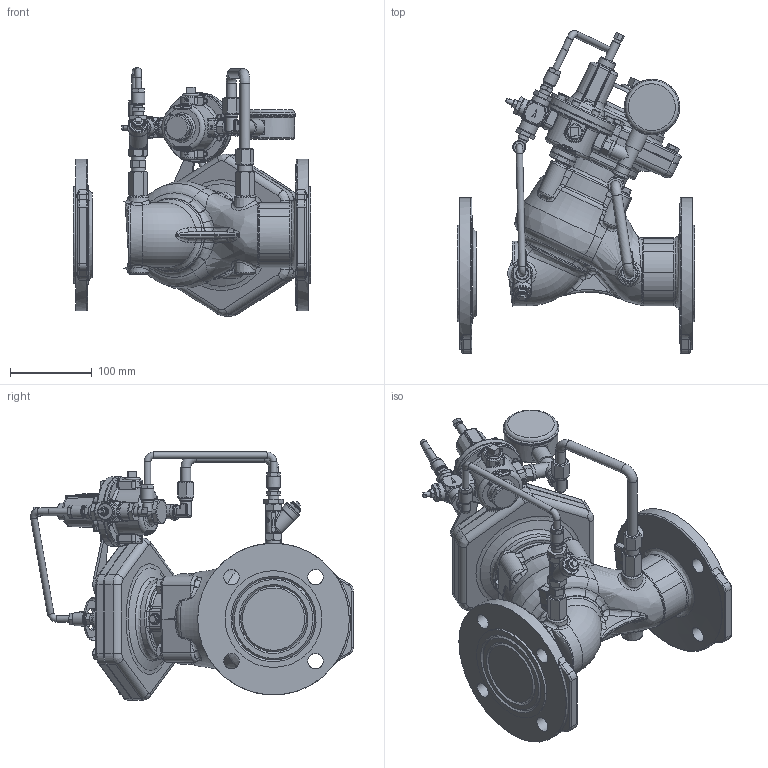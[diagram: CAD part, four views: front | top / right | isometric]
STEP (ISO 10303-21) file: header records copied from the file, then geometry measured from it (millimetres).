
FILE_DESCRIPTION(/* description */ (''),/* implementation_level */ '2;1');
FILE_NAME(/* name */ 'DRY60 DN65.stp',/* time_stamp */ '2025-02-28T10:38:44+03:00',/* author */ ('utku.ernez'),/* organization */ (''),/* preprocessor_version */ 'ST-DEVELOPER v20',/* originating_system */ 'Autodesk Inventor 2025',/* authorisation */ '');
FILE_SCHEMA (('CONFIG_CONTROL_DESIGN'));
Products named in the file (1): DRY60 DN65
Bounding box: 290 x 393.81 x 302.49 mm (x, y, z)
Volume: 5157349.8 mm3; surface area: 466061.3 mm2
Topology: 3 solids, 29 shells, 2477 faces, 5986 edges, 3650 vertices
Faces by surface type: plane 846, cylinder 545, bspline 500, cone 269, torus 246, sphere 71
Full cylindrical faces by diameter (mm): 2 x2, 2.2 x2, 2.5 x2, 3 x2, 5.3 x2, 5.5 x2, 6 x4, 6.4 x1, 6.647 x6, 7.323 x6, 7.6 x2, 7.8 x2, 8 x14, 8.4 x6, 10 x15, 11 x5, 11.4 x6, 11.547 x1, 12 x4, 13 x1, 13.157 x8, 13.5 x1, 13.7 x2, 14 x1, 16 x10, 16.893 x3, 17 x4, 17.3 x3, 17.5 x1, 19 x8
Entity records: 110396 total; most frequent: CARTESIAN_POINT 56755, ORIENTED_EDGE 11818, DIRECTION 10438, EDGE_CURVE 5909, AXIS2_PLACEMENT_3D 4217, VERTEX_POINT 3618, EDGE_LOOP 2671, FACE_OUTER_BOUND 2476
